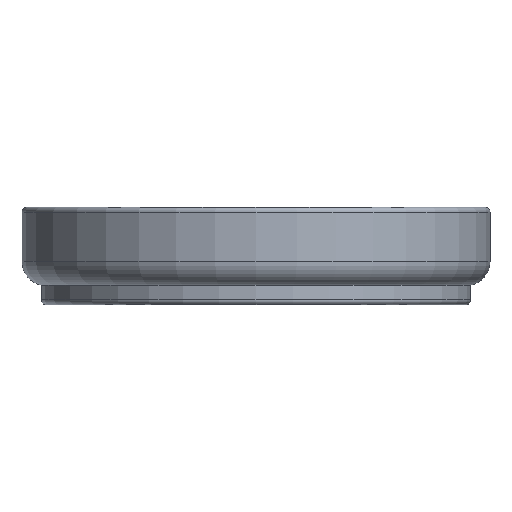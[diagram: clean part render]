
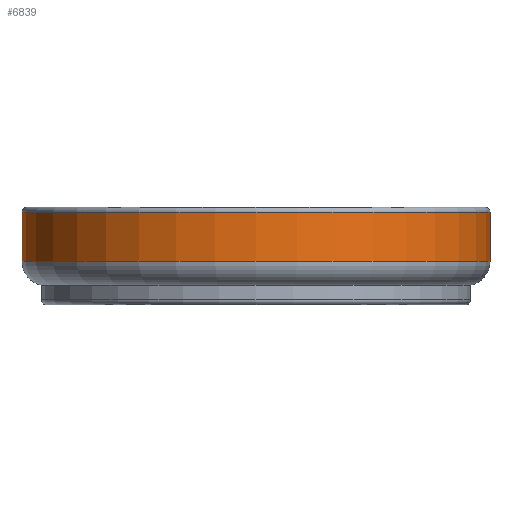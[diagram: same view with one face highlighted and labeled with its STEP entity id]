
A CAD part, front view. The second image highlights one B-rep face of the part: STEP entity #6839.
In plain terms, the highlighted cylindrical face has radius 12 mm (diameter 24 mm), a full revolution.
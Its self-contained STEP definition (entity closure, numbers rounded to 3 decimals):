
#318=CYLINDRICAL_SURFACE('',#7726,12.);
#355=FACE_BOUND('',#2278,.T.);
#1829=FACE_OUTER_BOUND('',#2277,.T.);
#2277=EDGE_LOOP('',(#6397));
#2278=EDGE_LOOP('',(#6398));
#2799=CIRCLE('',#7725,12.);
#2800=CIRCLE('',#7727,12.);
#3393=VERTEX_POINT('',#13590);
#3394=VERTEX_POINT('',#13593);
#4395=EDGE_CURVE('',#3393,#3393,#2799,.T.);
#4396=EDGE_CURVE('',#3394,#3394,#2800,.T.);
#6397=ORIENTED_EDGE('',*,*,#4396,.F.);
#6398=ORIENTED_EDGE('',*,*,#4395,.F.);
#6839=ADVANCED_FACE('',(#1829,#355),#318,.T.);
#7725=AXIS2_PLACEMENT_3D('',#13591,#9959,#9960);
#7726=AXIS2_PLACEMENT_3D('',#13592,#9961,#9962);
#7727=AXIS2_PLACEMENT_3D('',#13594,#9963,#9964);
#9959=DIRECTION('center_axis',(0.,0.,-1.));
#9960=DIRECTION('ref_axis',(1.,0.,0.));
#9961=DIRECTION('center_axis',(0.,0.,1.));
#9962=DIRECTION('ref_axis',(-1.,0.,0.));
#9963=DIRECTION('center_axis',(0.,0.,1.));
#9964=DIRECTION('ref_axis',(-1.,0.,0.));
#13590=CARTESIAN_POINT('',(-12.,0.,1.225));
#13591=CARTESIAN_POINT('Origin',(0.,0.,1.225));
#13592=CARTESIAN_POINT('Origin',(0.,0.,0.));
#13593=CARTESIAN_POINT('',(12.,0.,3.75));
#13594=CARTESIAN_POINT('Origin',(0.,0.,3.75));
